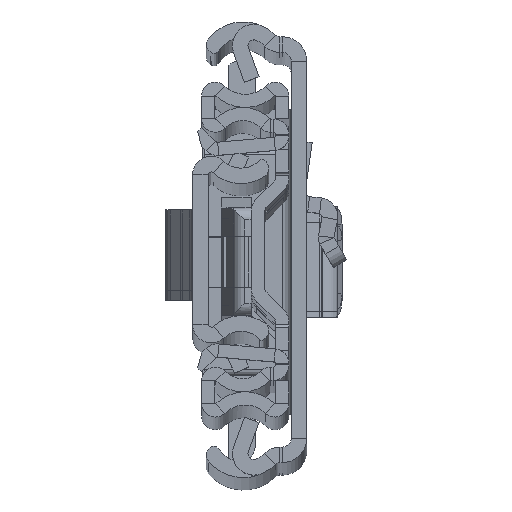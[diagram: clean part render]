
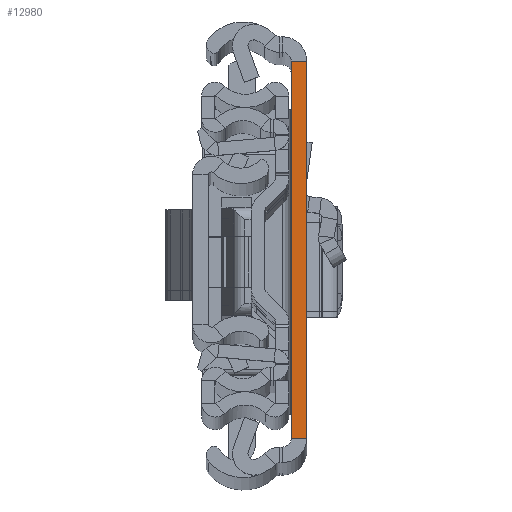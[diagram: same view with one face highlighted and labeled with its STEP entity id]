
A CAD part, top view. The second image highlights one B-rep face of the part: STEP entity #12980.
In plain terms, the highlighted planar face has unit normal (0, 0, 1).
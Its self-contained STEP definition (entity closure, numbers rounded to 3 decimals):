
#1185 = DIRECTION ( 'NONE',  ( 0., 0., -1. ) ) ;
#1722 = CARTESIAN_POINT ( 'NONE',  ( 2.6, -31.5, 0. ) ) ;
#1803 = VERTEX_POINT ( 'NONE', #18887 ) ;
#1975 = LINE ( 'NONE', #3483, #15112 ) ;
#2586 = DIRECTION ( 'NONE',  ( 0., 1., 0. ) ) ;
#2638 = LINE ( 'NONE', #6810, #10161 ) ;
#2838 = EDGE_CURVE ( 'NONE', #16256, #1803, #9870, .T. ) ;
#2871 = ORIENTED_EDGE ( 'NONE', *, *, #2838, .F. ) ;
#3483 = CARTESIAN_POINT ( 'NONE',  ( 2.6, -31.5, 0. ) ) ;
#3669 = ORIENTED_EDGE ( 'NONE', *, *, #6965, .F. ) ;
#3778 = CARTESIAN_POINT ( 'NONE',  ( 2.6, -31.5, 0. ) ) ;
#5709 = VECTOR ( 'NONE', #8869, 1000. ) ;
#6810 = CARTESIAN_POINT ( 'NONE',  ( 2.6, 31.5, 0. ) ) ;
#6965 = EDGE_CURVE ( 'NONE', #1803, #14370, #2638, .T. ) ;
#8099 = DIRECTION ( 'NONE',  ( 0., 1., 0. ) ) ;
#8869 = DIRECTION ( 'NONE',  ( 1., 0., 0. ) ) ;
#9624 = EDGE_CURVE ( 'NONE', #13675, #14370, #1975, .T. ) ;
#9742 = VECTOR ( 'NONE', #8099, 1000. ) ;
#9870 = LINE ( 'NONE', #16008, #9742 ) ;
#10097 = AXIS2_PLACEMENT_3D ( 'NONE', #3778, #1185, #2586 ) ;
#10161 = VECTOR ( 'NONE', #11338, 1000. ) ;
#10652 = CARTESIAN_POINT ( 'NONE',  ( 0., -31.5, 0. ) ) ;
#11338 = DIRECTION ( 'NONE',  ( 1., 0., 0. ) ) ;
#11847 = LINE ( 'NONE', #17910, #5709 ) ;
#12980 = ADVANCED_FACE ( 'NONE', ( #16246 ), #13150, .F. ) ;
#13150 = PLANE ( 'NONE',  #10097 ) ;
#13583 = EDGE_CURVE ( 'NONE', #16256, #13675, #11847, .T. ) ;
#13675 = VERTEX_POINT ( 'NONE', #1722 ) ;
#13760 = CARTESIAN_POINT ( 'NONE',  ( 2.6, 31.5, 0. ) ) ;
#13987 = EDGE_LOOP ( 'NONE', ( #3669, #2871, #14069, #16074 ) ) ;
#14069 = ORIENTED_EDGE ( 'NONE', *, *, #13583, .T. ) ;
#14370 = VERTEX_POINT ( 'NONE', #13760 ) ;
#15112 = VECTOR ( 'NONE', #15158, 1000. ) ;
#15158 = DIRECTION ( 'NONE',  ( 0., 1., 0. ) ) ;
#16008 = CARTESIAN_POINT ( 'NONE',  ( 0., -31.5, 0. ) ) ;
#16074 = ORIENTED_EDGE ( 'NONE', *, *, #9624, .T. ) ;
#16246 = FACE_OUTER_BOUND ( 'NONE', #13987, .T. ) ;
#16256 = VERTEX_POINT ( 'NONE', #10652 ) ;
#17910 = CARTESIAN_POINT ( 'NONE',  ( 2.6, -31.5, 0. ) ) ;
#18887 = CARTESIAN_POINT ( 'NONE',  ( 0., 31.5, 0. ) ) ;
